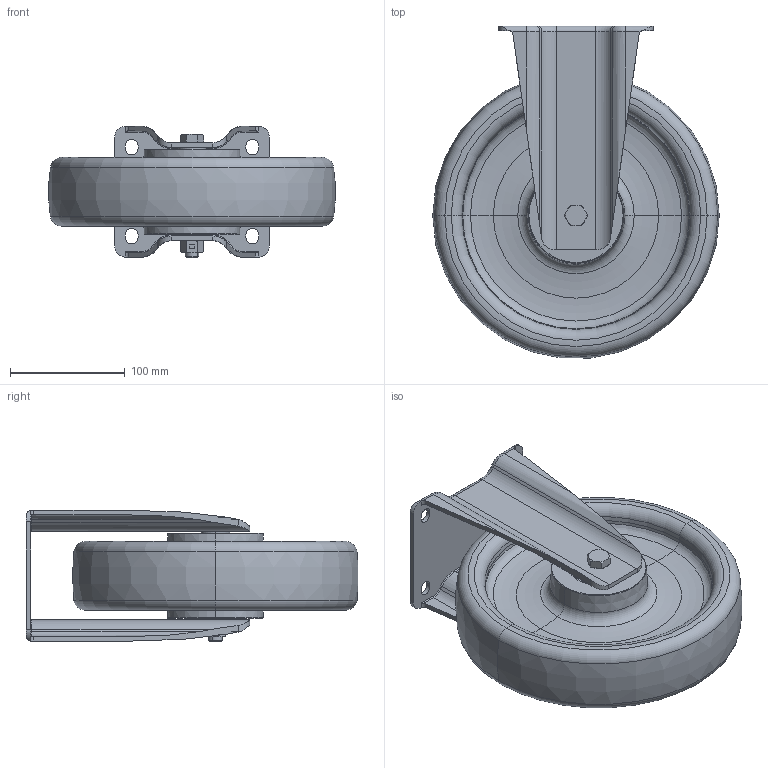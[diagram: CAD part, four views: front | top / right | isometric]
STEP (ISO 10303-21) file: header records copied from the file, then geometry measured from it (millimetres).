
FILE_DESCRIPTION (( 'STEP AP214' ), '1' );
FILE_NAME ('0029801K_B-IS-PUZK-250-K.STEP', '2015-05-28T10:28:29', ( '' ), ( '' ), 'SwSTEP 2.0', 'SolidWorks 2014', '' );
FILE_SCHEMA (( 'AUTOMOTIVE_DESIGN' ));
Length unit declared in the file: millimetre
Products named in the file (1): 0029801K_B-IS-PUZK-250-K
Bounding box: 249.66 x 289.15 x 114.5 mm (x, y, z)
Volume: 2051248.3 mm3; surface area: 456724.1 mm2
Topology: 16 solids, 16 shells, 540 faces, 1252 edges, 760 vertices
Faces by surface type: cylinder 174, torus 172, plane 162, cone 32
Entity records: 22189 total; most frequent: CARTESIAN_POINT 3365, DIRECTION 2942, ORIENTED_EDGE 2504, AXIS2_PLACEMENT_3D 1257, EDGE_CURVE 1252, VERTEX_POINT 760, CIRCLE 716, EDGE_LOOP 596
